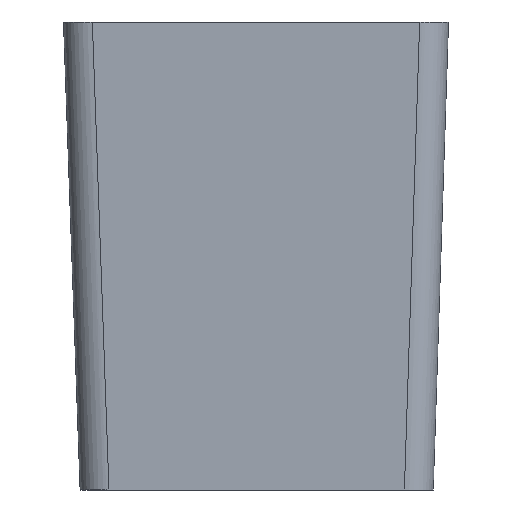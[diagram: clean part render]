
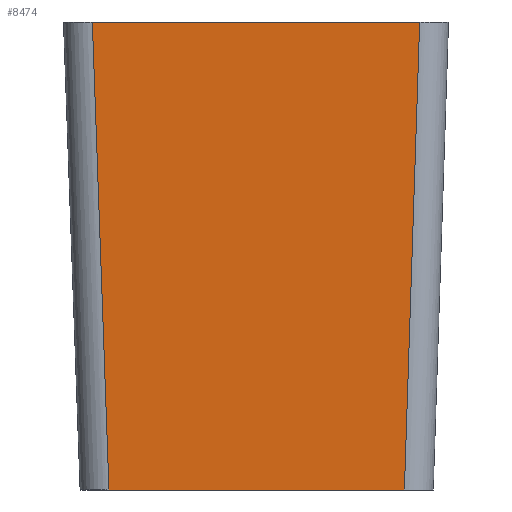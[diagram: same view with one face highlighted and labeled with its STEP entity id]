
A CAD part, front view. The second image highlights one B-rep face of the part: STEP entity #8474.
In plain terms, the highlighted planar face has unit normal (0, -0.999, -0.035).
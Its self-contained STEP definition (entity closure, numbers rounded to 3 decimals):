
#418=PLANE('',#9180);
#846=FACE_OUTER_BOUND('',#1349,.T.);
#1349=EDGE_LOOP('',(#7830,#7831,#7832,#7833));
#2515=LINE('',#13917,#3454);
#2521=LINE('',#13935,#3460);
#2522=LINE('',#13937,#3461);
#2523=LINE('',#13938,#3462);
#3454=VECTOR('',#11450,10.);
#3460=VECTOR('',#11468,10.);
#3461=VECTOR('',#11469,10.);
#3462=VECTOR('',#11470,10.);
#4274=VERTEX_POINT('',#13913);
#4276=VERTEX_POINT('',#13916);
#4282=VERTEX_POINT('',#13934);
#4283=VERTEX_POINT('',#13936);
#5464=EDGE_CURVE('',#4276,#4274,#2515,.T.);
#5473=EDGE_CURVE('',#4282,#4274,#2521,.T.);
#5474=EDGE_CURVE('',#4283,#4282,#2522,.T.);
#5475=EDGE_CURVE('',#4276,#4283,#2523,.T.);
#7830=ORIENTED_EDGE('',*,*,#5473,.F.);
#7831=ORIENTED_EDGE('',*,*,#5474,.F.);
#7832=ORIENTED_EDGE('',*,*,#5475,.F.);
#7833=ORIENTED_EDGE('',*,*,#5464,.T.);
#8474=ADVANCED_FACE('',(#846),#418,.T.);
#9180=AXIS2_PLACEMENT_3D('',#13933,#11466,#11467);
#11450=DIRECTION('',(1.,0.,0.));
#11466=DIRECTION('center_axis',(0.,-0.999,-0.035));
#11467=DIRECTION('ref_axis',(0.,0.035,-0.999));
#11468=DIRECTION('',(-0.033,0.035,-0.999));
#11469=DIRECTION('',(1.,0.,0.));
#11470=DIRECTION('',(-0.035,-0.035,0.999));
#13913=CARTESIAN_POINT('',(91.909,-5.7,-15.));
#13916=CARTESIAN_POINT('',(2.899,-5.7,-15.));
#13917=CARTESIAN_POINT('',(-5.796,-5.7,-15.));
#13933=CARTESIAN_POINT('Origin',(-5.796,-5.7,-15.));
#13934=CARTESIAN_POINT('',(96.509,-10.7,126.));
#13935=CARTESIAN_POINT('',(91.862,-5.649,-16.449));
#13936=CARTESIAN_POINT('',(-2.101,-10.7,126.));
#13937=CARTESIAN_POINT('',(-10.796,-10.7,126.));
#13938=CARTESIAN_POINT('',(2.954,-5.644,-16.574));
